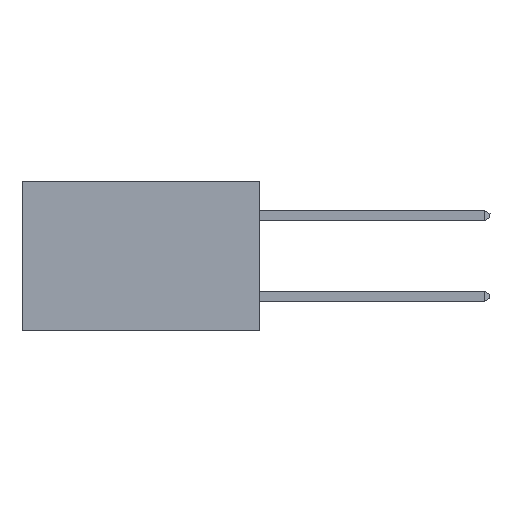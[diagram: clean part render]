
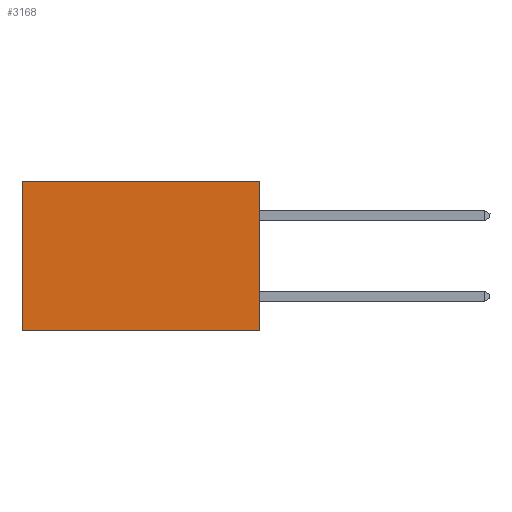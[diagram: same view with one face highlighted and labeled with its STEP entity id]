
A CAD part, left-side view. The second image highlights one B-rep face of the part: STEP entity #3168.
In plain terms, the highlighted planar face has unit normal (-1, 0, 0).
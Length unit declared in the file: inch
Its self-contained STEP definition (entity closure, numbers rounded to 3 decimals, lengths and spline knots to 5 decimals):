
#244 = CARTESIAN_POINT ( 'NONE',  ( 0.277, 0.59, -0.37 ) ) ;
#370 = VECTOR ( 'NONE', #3094, 39.37008 ) ;
#491 = EDGE_LOOP ( 'NONE', ( #2066, #2103, #999, #5955 ) ) ;
#560 = EDGE_CURVE ( 'NONE', #923, #4430, #3731, .T. ) ;
#564 = DIRECTION ( 'NONE',  ( 0., 1., 0. ) ) ;
#677 = CARTESIAN_POINT ( 'NONE',  ( 0.277, 0., 0. ) ) ;
#923 = VERTEX_POINT ( 'NONE', #5289 ) ;
#999 = ORIENTED_EDGE ( 'NONE', *, *, #6514, .F. ) ;
#1379 = CARTESIAN_POINT ( 'NONE',  ( 0.277, 0., 0. ) ) ;
#1547 = AXIS2_PLACEMENT_3D ( 'NONE', #3804, #3753, #3661 ) ;
#1549 = VERTEX_POINT ( 'NONE', #7505 ) ;
#1706 = EDGE_CURVE ( 'NONE', #1549, #4430, #2011, .T. ) ;
#1988 = VECTOR ( 'NONE', #3792, 39.37008 ) ;
#2011 = LINE ( 'NONE', #2123, #3378 ) ;
#2066 = ORIENTED_EDGE ( 'NONE', *, *, #560, .T. ) ;
#2103 = ORIENTED_EDGE ( 'NONE', *, *, #1706, .F. ) ;
#2123 = CARTESIAN_POINT ( 'NONE',  ( 0.277, 0., -0.37 ) ) ;
#2839 = EDGE_CURVE ( 'NONE', #4179, #923, #6828, .T. ) ;
#3065 = CARTESIAN_POINT ( 'NONE',  ( 0.277, 0.59, -0.37 ) ) ;
#3094 = DIRECTION ( 'NONE',  ( 0., 0., -1. ) ) ;
#3168 = ADVANCED_FACE ( 'NONE', ( #6931 ), #3991, .F. ) ;
#3378 = VECTOR ( 'NONE', #564, 39.37008 ) ;
#3661 = DIRECTION ( 'NONE',  ( 0., 0., -1. ) ) ;
#3731 = LINE ( 'NONE', #3065, #370 ) ;
#3753 = DIRECTION ( 'NONE',  ( 1., 0., 0. ) ) ;
#3792 = DIRECTION ( 'NONE',  ( 0., 0., -1. ) ) ;
#3804 = CARTESIAN_POINT ( 'NONE',  ( 0.277, 0., -0.37 ) ) ;
#3991 = PLANE ( 'NONE',  #1547 ) ;
#4179 = VERTEX_POINT ( 'NONE', #1379 ) ;
#4430 = VERTEX_POINT ( 'NONE', #244 ) ;
#5001 = VECTOR ( 'NONE', #8548, 39.37008 ) ;
#5289 = CARTESIAN_POINT ( 'NONE',  ( 0.277, 0.59, 0. ) ) ;
#5955 = ORIENTED_EDGE ( 'NONE', *, *, #2839, .T. ) ;
#6514 = EDGE_CURVE ( 'NONE', #4179, #1549, #7158, .T. ) ;
#6828 = LINE ( 'NONE', #677, #5001 ) ;
#6931 = FACE_OUTER_BOUND ( 'NONE', #491, .T. ) ;
#7158 = LINE ( 'NONE', #7810, #1988 ) ;
#7505 = CARTESIAN_POINT ( 'NONE',  ( 0.277, 0., -0.37 ) ) ;
#7810 = CARTESIAN_POINT ( 'NONE',  ( 0.277, 0., -0.37 ) ) ;
#8548 = DIRECTION ( 'NONE',  ( 0., 1., 0. ) ) ;
